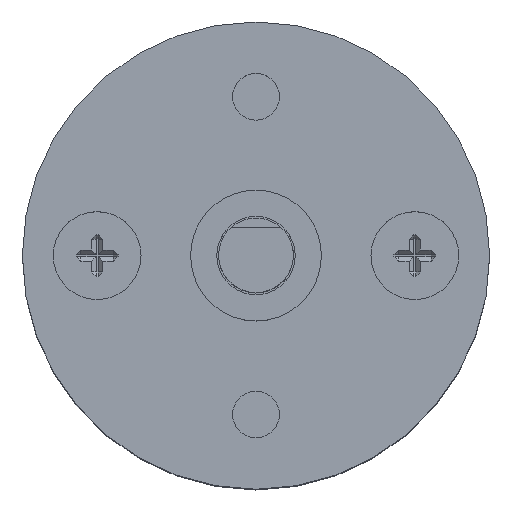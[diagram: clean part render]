
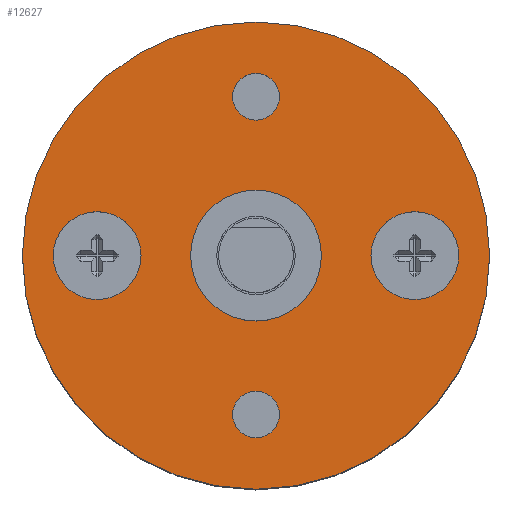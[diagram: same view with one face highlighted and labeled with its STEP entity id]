
A CAD part, top view. The second image highlights one B-rep face of the part: STEP entity #12627.
In plain terms, the highlighted planar face has unit normal (0, 0, 1).
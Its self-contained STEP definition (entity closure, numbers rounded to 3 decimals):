
#102 = AXIS2_PLACEMENT_3D ( 'NONE', #21082, #14810, #2214 ) ;
#389 = CIRCLE ( 'NONE', #6365, 12.5 ) ;
#428 = DIRECTION ( 'NONE',  ( -1., 0., 0. ) ) ;
#815 = EDGE_CURVE ( 'NONE', #9092, #9092, #25717, .T. ) ;
#2041 = FACE_OUTER_BOUND ( 'NONE', #10996, .T. ) ;
#2214 = DIRECTION ( 'NONE',  ( 1., 0., 0. ) ) ;
#2343 = EDGE_LOOP ( 'NONE', ( #13463 ) ) ;
#2379 = EDGE_LOOP ( 'NONE', ( #23576 ) ) ;
#2432 = CARTESIAN_POINT ( 'NONE',  ( 1.25, 8.5, 0. ) ) ;
#2630 = CARTESIAN_POINT ( 'NONE',  ( 0., 8.5, 0. ) ) ;
#2791 = EDGE_CURVE ( 'NONE', #4889, #4889, #22020, .T. ) ;
#3338 = EDGE_CURVE ( 'NONE', #15650, #15650, #17391, .T. ) ;
#4889 = VERTEX_POINT ( 'NONE', #17239 ) ;
#4898 = DIRECTION ( 'NONE',  ( 0., 0., -1. ) ) ;
#6365 = AXIS2_PLACEMENT_3D ( 'NONE', #16626, #20804, #8292 ) ;
#6987 = CARTESIAN_POINT ( 'NONE',  ( -12.5, 0., 0. ) ) ;
#8292 = DIRECTION ( 'NONE',  ( -1., 0., 0. ) ) ;
#8435 = EDGE_CURVE ( 'NONE', #18579, #18579, #18848, .T. ) ;
#8750 = DIRECTION ( 'NONE',  ( -1., 0., 0. ) ) ;
#8862 = DIRECTION ( 'NONE',  ( 1., 0., 0. ) ) ;
#9092 = VERTEX_POINT ( 'NONE', #17336 ) ;
#10556 = EDGE_LOOP ( 'NONE', ( #12325 ) ) ;
#10930 = DIRECTION ( 'NONE',  ( 0., 0., -1. ) ) ;
#10996 = EDGE_LOOP ( 'NONE', ( #17484 ) ) ;
#11017 = DIRECTION ( 'NONE',  ( -1., 0., 0. ) ) ;
#11138 = FACE_BOUND ( 'NONE', #13390, .T. ) ;
#11166 = DIRECTION ( 'NONE',  ( 1., 0., 0. ) ) ;
#11254 = CARTESIAN_POINT ( 'NONE',  ( -3.5, 0., 0. ) ) ;
#11324 = AXIS2_PLACEMENT_3D ( 'NONE', #19609, #25893, #11017 ) ;
#12325 = ORIENTED_EDGE ( 'NONE', *, *, #12630, .F. ) ;
#12452 = CIRCLE ( 'NONE', #11324, 3.5 ) ;
#12627 = ADVANCED_FACE ( 'NONE', ( #20937, #11138, #22260, #2041, #25243, #21638 ), #22943, .F. ) ;
#12630 = EDGE_CURVE ( 'NONE', #19209, #19209, #12452, .T. ) ;
#12690 = VERTEX_POINT ( 'NONE', #6987 ) ;
#13071 = DIRECTION ( 'NONE',  ( 0., 0., 1. ) ) ;
#13231 = CARTESIAN_POINT ( 'NONE',  ( 0., 0., 0. ) ) ;
#13390 = EDGE_LOOP ( 'NONE', ( #19380 ) ) ;
#13463 = ORIENTED_EDGE ( 'NONE', *, *, #2791, .T. ) ;
#14500 = AXIS2_PLACEMENT_3D ( 'NONE', #19566, #4898, #428 ) ;
#14810 = DIRECTION ( 'NONE',  ( 0., 0., 1. ) ) ;
#15212 = AXIS2_PLACEMENT_3D ( 'NONE', #13231, #10930, #8750 ) ;
#15576 = AXIS2_PLACEMENT_3D ( 'NONE', #21384, #13071, #8862 ) ;
#15650 = VERTEX_POINT ( 'NONE', #17141 ) ;
#16626 = CARTESIAN_POINT ( 'NONE',  ( 0., 0., 0. ) ) ;
#17141 = CARTESIAN_POINT ( 'NONE',  ( 1.25, -8.5, 0. ) ) ;
#17239 = CARTESIAN_POINT ( 'NONE',  ( -10.85, 0., 0. ) ) ;
#17241 = DIRECTION ( 'NONE',  ( 0., 0., 1. ) ) ;
#17336 = CARTESIAN_POINT ( 'NONE',  ( 10.85, 0., 0. ) ) ;
#17391 = CIRCLE ( 'NONE', #15576, 1.25 ) ;
#17484 = ORIENTED_EDGE ( 'NONE', *, *, #20388, .F. ) ;
#18097 = EDGE_LOOP ( 'NONE', ( #23668 ) ) ;
#18579 = VERTEX_POINT ( 'NONE', #2432 ) ;
#18848 = CIRCLE ( 'NONE', #24795, 1.25 ) ;
#19209 = VERTEX_POINT ( 'NONE', #11254 ) ;
#19380 = ORIENTED_EDGE ( 'NONE', *, *, #3338, .F. ) ;
#19566 = CARTESIAN_POINT ( 'NONE',  ( -8.5, 0., 0. ) ) ;
#19609 = CARTESIAN_POINT ( 'NONE',  ( 0., 0., 0. ) ) ;
#20388 = EDGE_CURVE ( 'NONE', #12690, #12690, #389, .T. ) ;
#20804 = DIRECTION ( 'NONE',  ( 0., 0., -1. ) ) ;
#20937 = FACE_BOUND ( 'NONE', #2379, .T. ) ;
#21082 = CARTESIAN_POINT ( 'NONE',  ( 8.5, 0., 0. ) ) ;
#21384 = CARTESIAN_POINT ( 'NONE',  ( 0., -8.5, 0. ) ) ;
#21638 = FACE_BOUND ( 'NONE', #2343, .T. ) ;
#22020 = CIRCLE ( 'NONE', #14500, 2.35 ) ;
#22260 = FACE_BOUND ( 'NONE', #18097, .T. ) ;
#22943 = PLANE ( 'NONE',  #15212 ) ;
#23576 = ORIENTED_EDGE ( 'NONE', *, *, #815, .F. ) ;
#23668 = ORIENTED_EDGE ( 'NONE', *, *, #8435, .F. ) ;
#24795 = AXIS2_PLACEMENT_3D ( 'NONE', #2630, #17241, #11166 ) ;
#25243 = FACE_BOUND ( 'NONE', #10556, .T. ) ;
#25717 = CIRCLE ( 'NONE', #102, 2.35 ) ;
#25893 = DIRECTION ( 'NONE',  ( 0., 0., 1. ) ) ;
